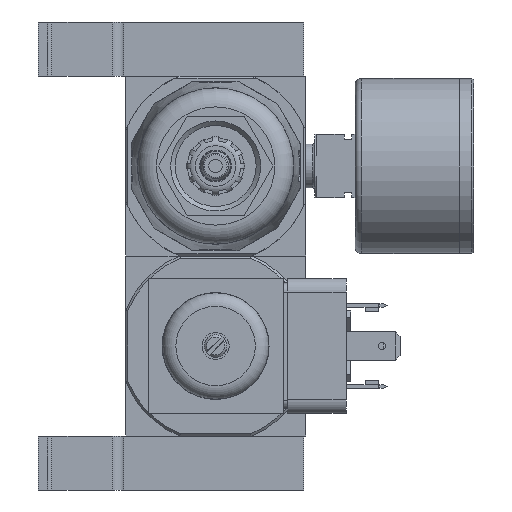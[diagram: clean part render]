
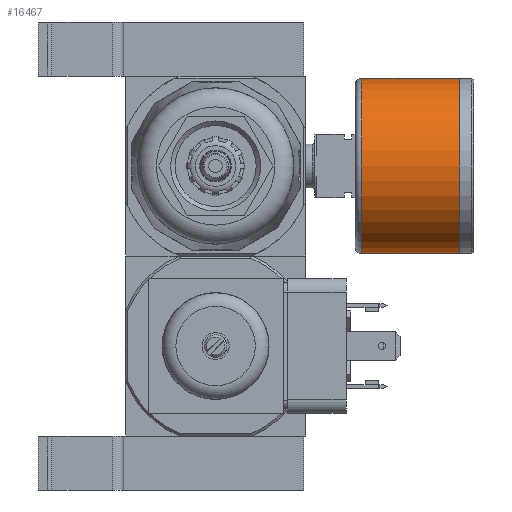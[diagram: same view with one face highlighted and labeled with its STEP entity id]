
A CAD part, front view. The second image highlights one B-rep face of the part: STEP entity #16467.
In plain terms, the highlighted cylindrical face has radius 19.5 mm (diameter 39 mm), a full revolution.
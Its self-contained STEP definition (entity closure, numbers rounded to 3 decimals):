
#572=CYLINDRICAL_SURFACE('',#22288,19.5);
#1243=CIRCLE('',#22287,19.5);
#1244=CIRCLE('',#22289,19.5);
#3922=ORIENTED_EDGE('',*,*,#7399,.F.);
#3923=ORIENTED_EDGE('',*,*,#7400,.T.);
#7399=EDGE_CURVE('',#9358,#9358,#1243,.T.);
#7400=EDGE_CURVE('',#9359,#9359,#1244,.T.);
#9358=VERTEX_POINT('',#31226);
#9359=VERTEX_POINT('',#31229);
#13345=EDGE_LOOP('',(#3922));
#13346=EDGE_LOOP('',(#3923));
#14688=FACE_BOUND('',#13345,.T.);
#14689=FACE_BOUND('',#13346,.T.);
#16467=ADVANCED_FACE('',(#14688,#14689),#572,.T.);
#22287=AXIS2_PLACEMENT_3D('',#31225,#25668,#25669);
#22288=AXIS2_PLACEMENT_3D('',#31227,#25670,#25671);
#22289=AXIS2_PLACEMENT_3D('',#31228,#25672,#25673);
#25668=DIRECTION('',(1.,0.,0.));
#25669=DIRECTION('',(0.,0.,-1.));
#25670=DIRECTION('',(1.,0.,0.));
#25671=DIRECTION('',(0.,0.,-1.));
#25672=DIRECTION('',(1.,0.,0.));
#25673=DIRECTION('',(0.,0.,-1.));
#31225=CARTESIAN_POINT('',(-3.2,0.,0.));
#31226=CARTESIAN_POINT('',(-3.2,0.,-19.5));
#31227=CARTESIAN_POINT('',(0.,0.,0.));
#31228=CARTESIAN_POINT('',(-24.85,0.,0.));
#31229=CARTESIAN_POINT('',(-24.85,0.,-19.5));
